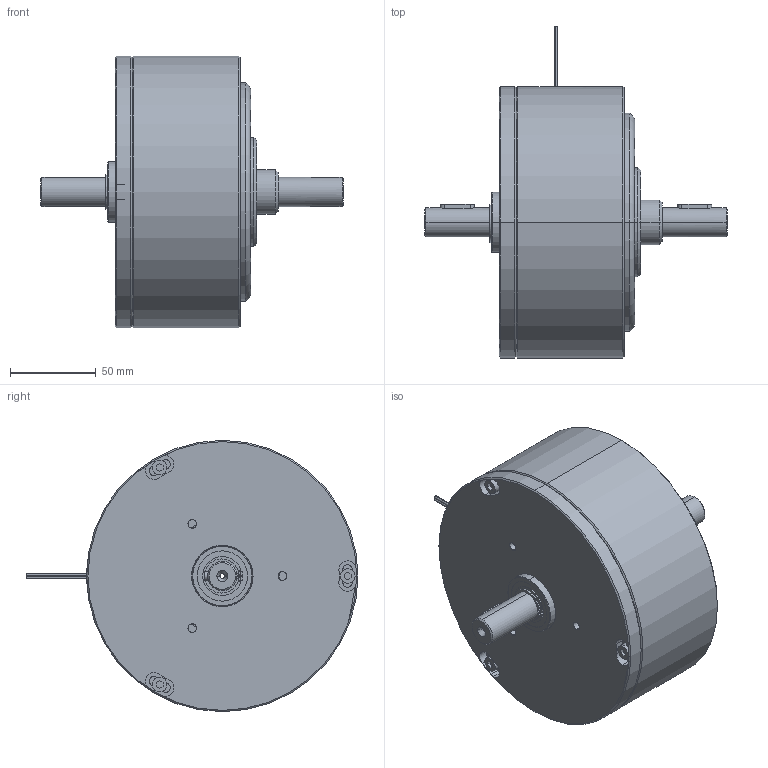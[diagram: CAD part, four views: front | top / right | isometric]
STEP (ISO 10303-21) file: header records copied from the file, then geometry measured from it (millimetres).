
FILE_DESCRIPTION (( 'STEP AP203' ), '1' );
FILE_NAME ('HB-750M_E_EF.STEP', '2014-09-12T13:56:17', ( 'magtrol' ), ( '' ), 'SwSTEP 2.0', 'SolidWorks 2014', '' );
FILE_SCHEMA (( 'CONFIG_CONTROL_DESIGN' ));
Length unit declared in the file: inch
Products named in the file (1): HB-750M_E_EF
Bounding box: 176.23 x 193.29 x 157.99 mm (x, y, z)
Surface area: 113132.4 mm2 (no closed solid volume)
Topology: 0 solids, 19 shells, 185 faces, 803 edges, 646 vertices
Faces by surface type: cylinder 72, plane 56, cone 51, torus 4, bspline 2
Entity records: 9006 total; most frequent: CARTESIAN_POINT 2307, DIRECTION 1453, ORIENTED_EDGE 1132, EDGE_CURVE 803, VERTEX_POINT 646, AXIS2_PLACEMENT_3D 588, CIRCLE 404, LINE 277
